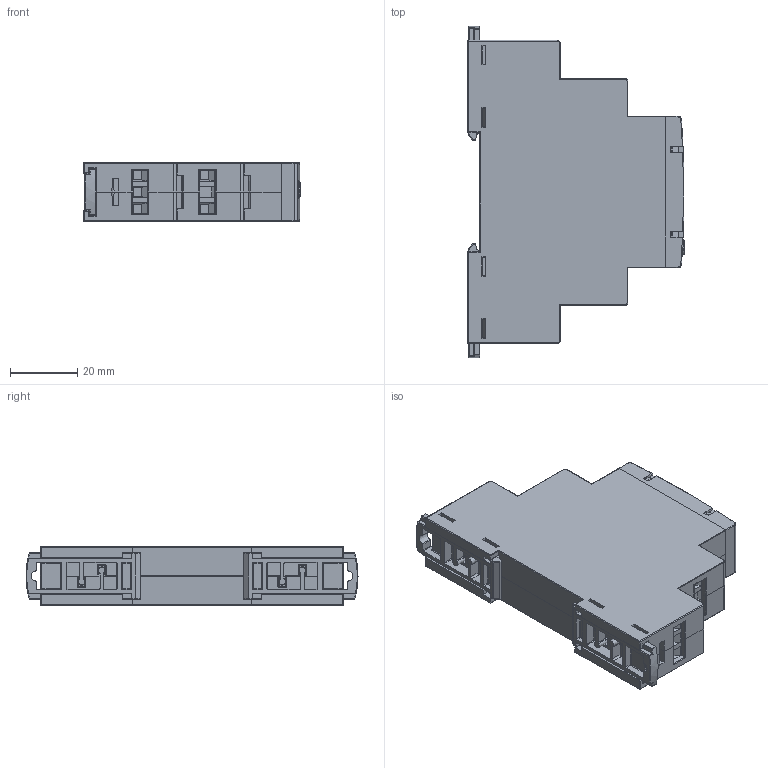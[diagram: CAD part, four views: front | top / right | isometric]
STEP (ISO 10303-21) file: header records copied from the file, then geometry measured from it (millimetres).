
FILE_DESCRIPTION (( 'STEP AP214' ), '1' );
FILE_NAME ('RPN-1TMP-A230.STEP', '2020-04-30T12:54:04', ( 'konserwatorlok1' ), ( 'Microsoft' ), 'SwSTEP 2.0', 'SolidWorks 2020', '' );
FILE_SCHEMA (( 'AUTOMOTIVE_DESIGN' ));
Length unit declared in the file: millimetre
Products named in the file (7): MOD-0710-(...) Panel (...)- uproszczony_H; RPN-1TMP-A230; MSG03001_Wkr﹖ Krzyzowy; Przycisk; Obudowa uproszczona_Pod czas¢wk©; MSG03001_Wkr©t krzy¾owy bez ˜rodkowego; T4NW-2000 Zaczep na szynê DIN
Assembly tree (10 placements, depth 2):
  RPN-1TMP-A230
    Obudowa uproszczona_Pod czas¢wk©  x2
    MSG03001_Wkr﹖ Krzyzowy
    T4NW-2000 Zaczep na szynê DIN  x2
    MSG03001_Wkr©t krzy¾owy bez ˜rodkowego  x3
    MOD-0710-(...) Panel (...)- uproszczony_H
    Przycisk
Bounding box: 64.31 x 98.6 x 17.5 mm (x, y, z)
Volume: 25107.1 mm3; surface area: 38935.6 mm2
Topology: 10 solids, 13 shells, 2051 faces, 5407 edges, 3478 vertices
Faces by surface type: plane 1278, cylinder 441, bspline 208, torus 63, sphere 44, cone 17
Full cylindrical faces by diameter (mm): 1 x6, 1.05 x6, 1.3 x4, 1.4 x9, 1.7 x4, 3 x2, 3.85 x12, 4 x15, 4.5 x1, 6 x2
Entity records: 40061 total; most frequent: CARTESIAN_POINT 12224, ORIENTED_EDGE 5574, DIRECTION 4744, EDGE_CURVE 2787, VECTOR 1972, LINE 1972, VERTEX_POINT 1820, AXIS2_PLACEMENT_3D 1386
